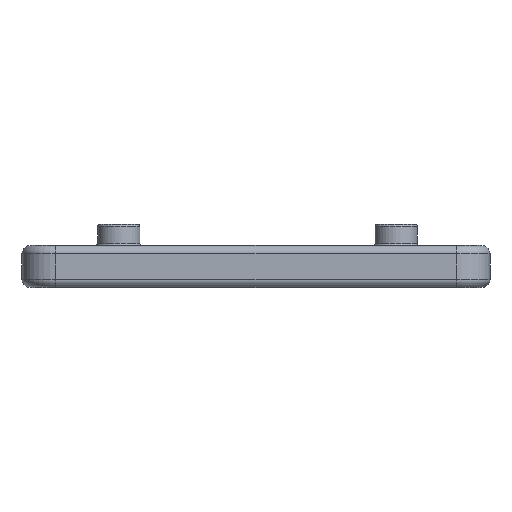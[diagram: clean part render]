
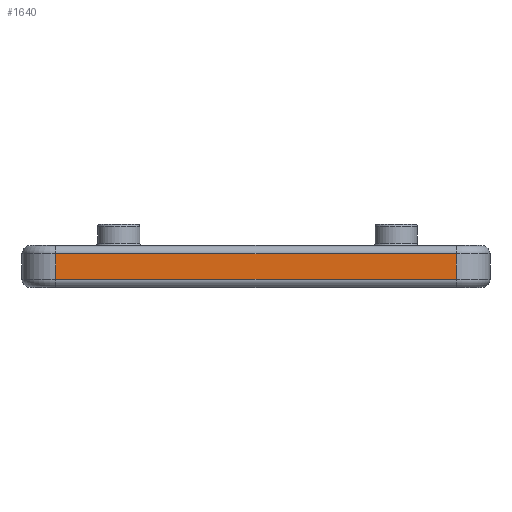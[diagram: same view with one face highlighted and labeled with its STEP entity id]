
A CAD part, left-side view. The second image highlights one B-rep face of the part: STEP entity #1640.
In plain terms, the highlighted planar face has unit normal (-1, 0, 0).
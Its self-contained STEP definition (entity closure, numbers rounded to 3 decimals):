
#150=FACE_OUTER_BOUND('',#257,.T.);
#257=EDGE_LOOP('',(#1199,#1200,#1201,#1202));
#576=LINE('',#2828,#639);
#577=LINE('',#2830,#640);
#578=LINE('',#2832,#641);
#579=LINE('',#2833,#642);
#639=VECTOR('',#2192,1000.);
#640=VECTOR('',#2193,1000.);
#641=VECTOR('',#2194,1000.);
#642=VECTOR('',#2195,1000.);
#746=VERTEX_POINT('',#2826);
#747=VERTEX_POINT('',#2827);
#748=VERTEX_POINT('',#2829);
#749=VERTEX_POINT('',#2831);
#931=EDGE_CURVE('',#746,#747,#576,.T.);
#932=EDGE_CURVE('',#747,#748,#577,.T.);
#933=EDGE_CURVE('',#748,#749,#578,.T.);
#934=EDGE_CURVE('',#749,#746,#579,.T.);
#1199=ORIENTED_EDGE('',*,*,#931,.T.);
#1200=ORIENTED_EDGE('',*,*,#932,.T.);
#1201=ORIENTED_EDGE('',*,*,#933,.T.);
#1202=ORIENTED_EDGE('',*,*,#934,.T.);
#1609=PLANE('',#1800);
#1640=ADVANCED_FACE('',(#150),#1609,.F.);
#1800=AXIS2_PLACEMENT_3D('',#2825,#2190,#2191);
#2190=DIRECTION('center_axis',(1.,0.,0.));
#2191=DIRECTION('ref_axis',(0.,0.,-1.));
#2192=DIRECTION('',(0.,0.,-1.));
#2193=DIRECTION('',(0.,-1.,0.));
#2194=DIRECTION('',(0.,0.,1.));
#2195=DIRECTION('',(0.,1.,0.));
#2825=CARTESIAN_POINT('Origin',(-98.,52.61,10.));
#2826=CARTESIAN_POINT('',(-98.,47.61,8.));
#2827=CARTESIAN_POINT('',(-98.,47.61,2.));
#2828=CARTESIAN_POINT('',(-98.,47.61,10.));
#2829=CARTESIAN_POINT('',(-98.,-47.61,2.));
#2830=CARTESIAN_POINT('',(-98.,52.61,2.));
#2831=CARTESIAN_POINT('',(-98.,-47.61,8.));
#2832=CARTESIAN_POINT('',(-98.,-47.61,10.));
#2833=CARTESIAN_POINT('',(-98.,47.61,8.));
